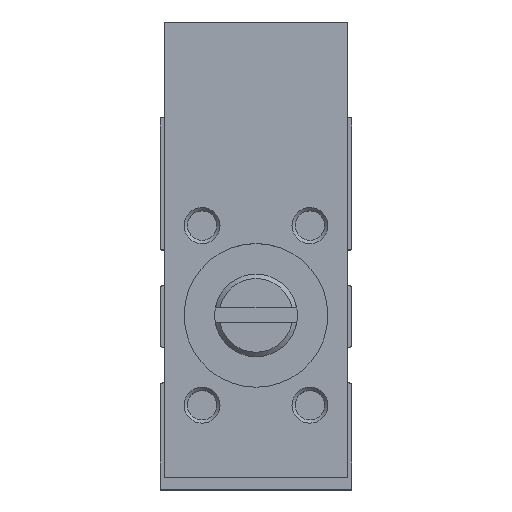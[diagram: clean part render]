
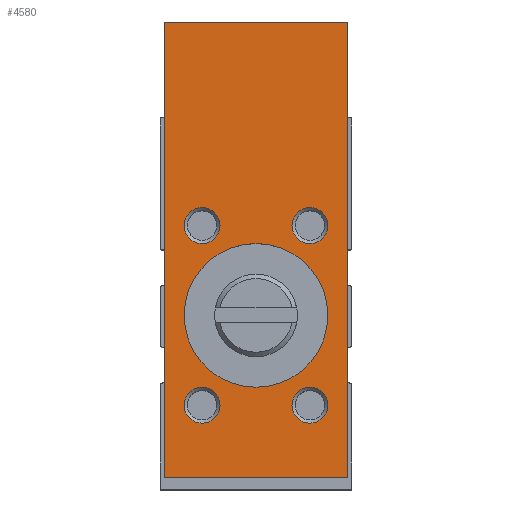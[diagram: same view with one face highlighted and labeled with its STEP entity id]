
A CAD part, top view. The second image highlights one B-rep face of the part: STEP entity #4580.
In plain terms, the highlighted face is planar.
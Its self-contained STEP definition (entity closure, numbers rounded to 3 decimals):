
#327=LINE('',#7647,#597);
#329=LINE('',#7661,#599);
#330=LINE('',#7663,#600);
#331=LINE('',#7665,#601);
#597=VECTOR('',#6127,1000.);
#599=VECTOR('',#6141,1000.);
#600=VECTOR('',#6142,1000.);
#601=VECTOR('',#6143,1000.);
#748=PLANE('',#5085);
#1543=ORIENTED_EDGE('',*,*,#2429,.F.);
#1544=ORIENTED_EDGE('',*,*,#2430,.F.);
#1545=ORIENTED_EDGE('',*,*,#2431,.F.);
#1546=ORIENTED_EDGE('',*,*,#2432,.F.);
#1547=ORIENTED_EDGE('',*,*,#2433,.F.);
#1548=ORIENTED_EDGE('',*,*,#2434,.T.);
#1549=ORIENTED_EDGE('',*,*,#2435,.F.);
#1550=ORIENTED_EDGE('',*,*,#2436,.F.);
#1551=ORIENTED_EDGE('',*,*,#2427,.T.);
#2427=EDGE_CURVE('',#2941,#2940,#327,.T.);
#2429=EDGE_CURVE('',#2942,#2942,#3248,.T.);
#2430=EDGE_CURVE('',#2943,#2943,#3249,.T.);
#2431=EDGE_CURVE('',#2944,#2944,#3250,.T.);
#2432=EDGE_CURVE('',#2945,#2945,#3251,.T.);
#2433=EDGE_CURVE('',#2946,#2946,#3252,.T.);
#2434=EDGE_CURVE('',#2940,#2947,#329,.T.);
#2435=EDGE_CURVE('',#2948,#2947,#330,.T.);
#2436=EDGE_CURVE('',#2941,#2948,#331,.T.);
#2940=VERTEX_POINT('',#7646);
#2941=VERTEX_POINT('',#7648);
#2942=VERTEX_POINT('',#7652);
#2943=VERTEX_POINT('',#7654);
#2944=VERTEX_POINT('',#7656);
#2945=VERTEX_POINT('',#7658);
#2946=VERTEX_POINT('',#7660);
#2947=VERTEX_POINT('',#7662);
#2948=VERTEX_POINT('',#7664);
#3248=CIRCLE('',#5086,6.);
#3249=CIRCLE('',#5087,1.5);
#3250=CIRCLE('',#5088,1.5);
#3251=CIRCLE('',#5089,1.5);
#3252=CIRCLE('',#5090,1.5);
#3607=EDGE_LOOP('',(#1543));
#3608=EDGE_LOOP('',(#1544));
#3609=EDGE_LOOP('',(#1545));
#3610=EDGE_LOOP('',(#1546));
#3611=EDGE_LOOP('',(#1547));
#3612=EDGE_LOOP('',(#1548,#1549,#1550,#1551));
#4098=FACE_BOUND('',#3607,.T.);
#4099=FACE_BOUND('',#3608,.T.);
#4100=FACE_BOUND('',#3609,.T.);
#4101=FACE_BOUND('',#3610,.T.);
#4102=FACE_BOUND('',#3611,.T.);
#4103=FACE_BOUND('',#3612,.T.);
#4580=ADVANCED_FACE('',(#4098,#4099,#4100,#4101,#4102,#4103),#748,.F.);
#5085=AXIS2_PLACEMENT_3D('',#7650,#6129,#6130);
#5086=AXIS2_PLACEMENT_3D('',#7651,#6131,#6132);
#5087=AXIS2_PLACEMENT_3D('',#7653,#6133,#6134);
#5088=AXIS2_PLACEMENT_3D('',#7655,#6135,#6136);
#5089=AXIS2_PLACEMENT_3D('',#7657,#6137,#6138);
#5090=AXIS2_PLACEMENT_3D('',#7659,#6139,#6140);
#6127=DIRECTION('',(-1.,0.,0.));
#6129=DIRECTION('',(0.,0.,1.));
#6130=DIRECTION('',(1.,0.,0.));
#6131=DIRECTION('',(0.,0.,-1.));
#6132=DIRECTION('',(-1.,0.,0.));
#6133=DIRECTION('',(0.,0.,-1.));
#6134=DIRECTION('',(-1.,0.,0.));
#6135=DIRECTION('',(0.,0.,-1.));
#6136=DIRECTION('',(-1.,0.,0.));
#6137=DIRECTION('',(0.,0.,-1.));
#6138=DIRECTION('',(-1.,0.,0.));
#6139=DIRECTION('',(0.,0.,-1.));
#6140=DIRECTION('',(-1.,0.,0.));
#6141=DIRECTION('',(0.,1.,0.));
#6142=DIRECTION('',(-1.,0.,0.));
#6143=DIRECTION('',(0.,1.,0.));
#7646=CARTESIAN_POINT('',(-7.65,-13.5,-6.));
#7647=CARTESIAN_POINT('',(7.65,-13.5,-6.));
#7648=CARTESIAN_POINT('',(7.65,-13.5,-6.));
#7650=CARTESIAN_POINT('',(7.65,-13.5,-6.));
#7651=CARTESIAN_POINT('',(0.,0.,-6.));
#7652=CARTESIAN_POINT('',(-6.,0.,-6.));
#7653=CARTESIAN_POINT('',(-4.5,-7.5,-6.));
#7654=CARTESIAN_POINT('',(-6.,-7.5,-6.));
#7655=CARTESIAN_POINT('',(-4.5,7.5,-6.));
#7656=CARTESIAN_POINT('',(-6.,7.5,-6.));
#7657=CARTESIAN_POINT('',(4.5,-7.5,-6.));
#7658=CARTESIAN_POINT('',(3.,-7.5,-6.));
#7659=CARTESIAN_POINT('',(4.5,7.5,-6.));
#7660=CARTESIAN_POINT('',(3.,7.5,-6.));
#7661=CARTESIAN_POINT('',(-7.65,-13.5,-6.));
#7662=CARTESIAN_POINT('',(-7.65,24.5,-6.));
#7663=CARTESIAN_POINT('',(7.65,24.5,-6.));
#7664=CARTESIAN_POINT('',(7.65,24.5,-6.));
#7665=CARTESIAN_POINT('',(7.65,-13.5,-6.));
